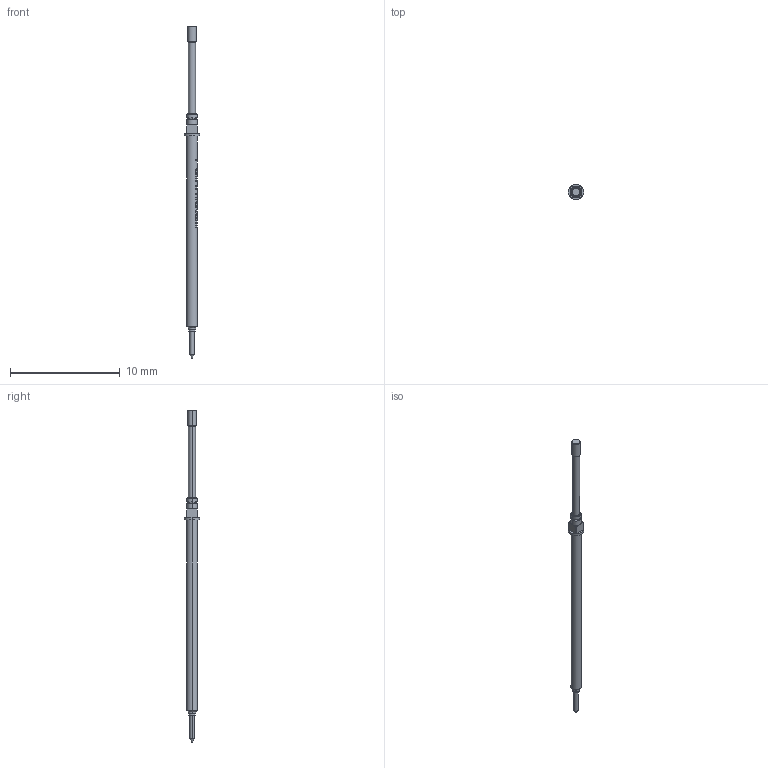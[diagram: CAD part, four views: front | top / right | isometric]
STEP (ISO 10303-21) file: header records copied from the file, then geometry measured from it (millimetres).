
FILE_DESCRIPTION (( 'STEP AP203' ), '1' );
FILE_NAME ('MOD-F86317B080Gxxx.step', '2015-07-09T11:40:35', ( 'firstrun' ), ( 'Hewlett-Packard Company' ), 'SwSTEP 2.0', 'SolidWorks 2012', '' );
FILE_SCHEMA (( 'CONFIG_CONTROL_DESIGN' ));
Length unit declared in the file: millimetre
Products named in the file (1): MOD-F86317B080Gxxx
Bounding box: 1.4 x 1.4 x 30.2 mm (x, y, z)
Volume: 18.6 mm3; surface area: 86.8 mm2
Topology: 1 solids, 1 shells, 202 faces, 557 edges, 364 vertices
Faces by surface type: plane 76, bspline 62, cylinder 50, cone 8, torus 6
Entity records: 9712 total; most frequent: CARTESIAN_POINT 5000, ORIENTED_EDGE 1114, DIRECTION 752, EDGE_CURVE 557, VERTEX_POINT 364, AXIS2_PLACEMENT_3D 287, B_SPLINE_CURVE_WITH_KNOTS 233, EDGE_LOOP 209
